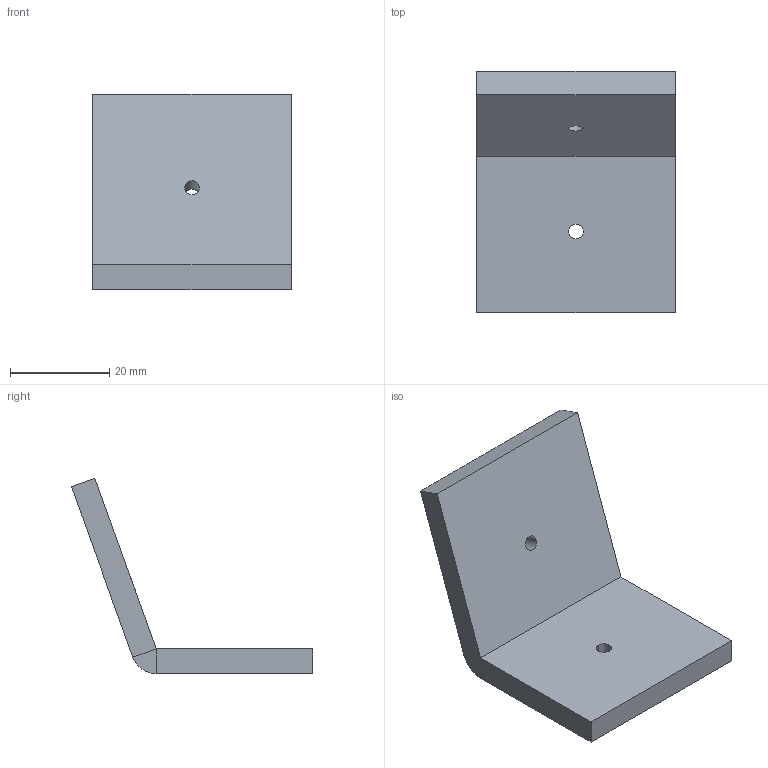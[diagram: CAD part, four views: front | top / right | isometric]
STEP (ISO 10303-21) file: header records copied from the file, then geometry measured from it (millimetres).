
FILE_DESCRIPTION((''),'2;1');
FILE_NAME('SV','2017-05-22T',('salasloc'),(''),'CREO PARAMETRIC BY PTC INC, 2015080','CREO PARAMETRIC BY PTC INC, 2015080','');
FILE_SCHEMA(('CONFIG_CONTROL_DESIGN'));
Length unit declared in the file: millimetre
Products named in the file (1): SV
Bounding box: 40 x 48.55 x 39.33 mm (x, y, z)
Volume: 14136.3 mm3; surface area: 6859.1 mm2
Topology: 1 solids, 1 shells, 17 faces, 37 edges, 22 vertices
Faces by surface type: plane 12, cylinder 5
Entity records: 503 total; most frequent: DIRECTION 81, CARTESIAN_POINT 76, ORIENTED_EDGE 74, EDGE_CURVE 37, VECTOR 27, LINE 27, AXIS2_PLACEMENT_3D 27, VERTEX_POINT 22
